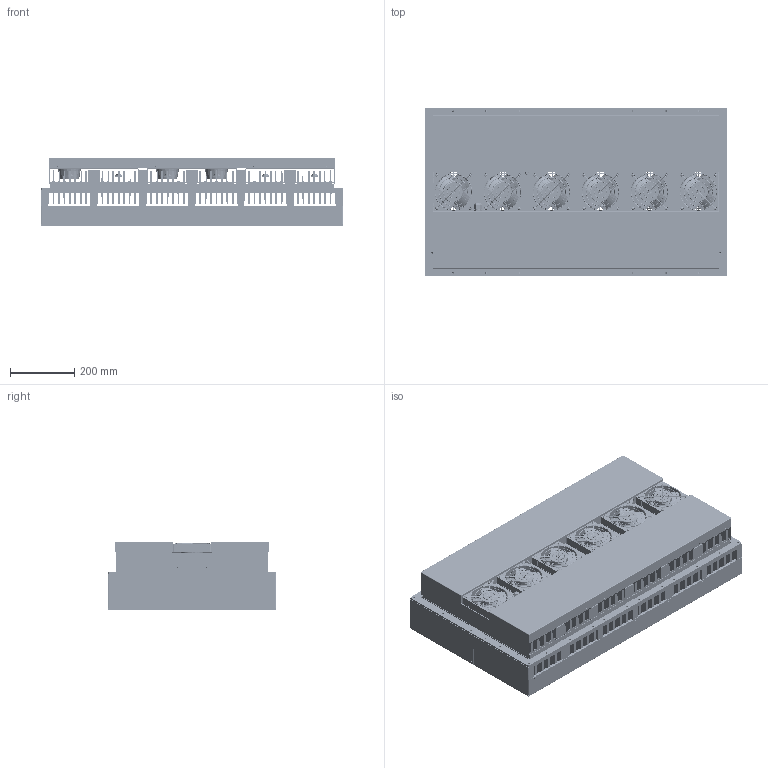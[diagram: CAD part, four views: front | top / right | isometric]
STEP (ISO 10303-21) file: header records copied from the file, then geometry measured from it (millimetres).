
FILE_DESCRIPTION (( 'STEP AP203' ), '1' );
FILE_NAME ('AHP-6200.STEP', '2016-05-11T14:55:35', ( '' ), ( '' ), 'SwSTEP 2.0', 'SolidWorks 2016', '' );
FILE_SCHEMA (( 'CONFIG_CONTROL_DESIGN' ));
Products named in the file (1): AHP-6200
Bounding box: 939.85 x 521.21 x 213.51 mm (x, y, z)
Surface area: 15389077.4 mm2 (no closed solid volume)
Topology: 0 solids, 511 shells, 5321 faces, 24870 edges, 19309 vertices
Faces by surface type: plane 2555, cylinder 2464, bspline 288, cone 14
Entity records: 356037 total; most frequent: CARTESIAN_POINT 178287, ORIENTED_EDGE 34774, DIRECTION 29956, EDGE_CURVE 24856, VERTEX_POINT 19302, LINE 11374, VECTOR 11374, AXIS2_PLACEMENT_3D 9291
